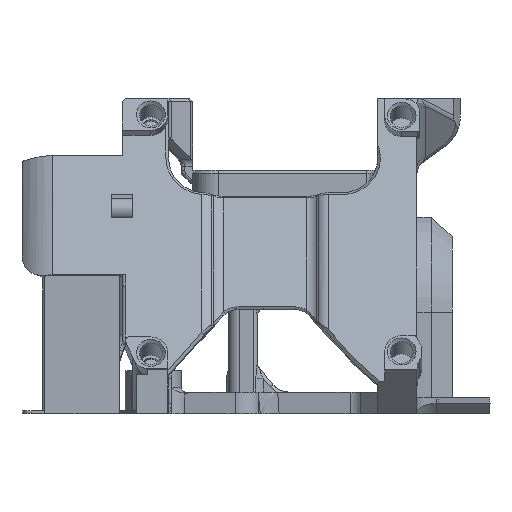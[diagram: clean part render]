
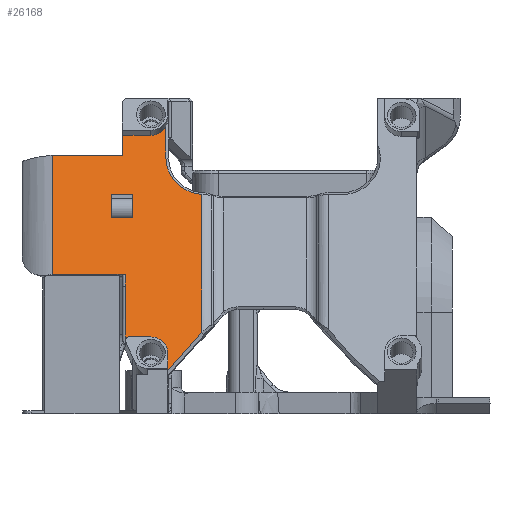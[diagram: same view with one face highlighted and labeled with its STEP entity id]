
A CAD part, left-side view. The second image highlights one B-rep face of the part: STEP entity #26168.
In plain terms, the highlighted planar face has unit normal (-0.94, 0, 0.342).
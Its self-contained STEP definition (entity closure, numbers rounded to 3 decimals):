
#1344=LINE('',#48931,#3049);
#1345=LINE('',#48934,#3050);
#1346=LINE('',#48936,#3051);
#1347=LINE('',#48938,#3052);
#1348=LINE('',#48939,#3053);
#1349=LINE('',#48944,#3054);
#1350=LINE('',#48948,#3055);
#1351=LINE('',#48950,#3056);
#1352=LINE('',#48952,#3057);
#1353=LINE('',#48956,#3058);
#1354=LINE('',#48960,#3059);
#1355=LINE('',#48967,#3060);
#1356=LINE('',#48969,#3061);
#1357=LINE('',#48971,#3062);
#1358=LINE('',#48973,#3063);
#3049=VECTOR('',#32027,1000.);
#3050=VECTOR('',#32028,1000.);
#3051=VECTOR('',#32029,1000.);
#3052=VECTOR('',#32030,1000.);
#3053=VECTOR('',#32031,1000.);
#3054=VECTOR('',#32034,1000.);
#3055=VECTOR('',#32037,1000.);
#3056=VECTOR('',#32038,1000.);
#3057=VECTOR('',#32039,1000.);
#3058=VECTOR('',#32042,1000.);
#3059=VECTOR('',#32045,1000.);
#3060=VECTOR('',#32046,1000.);
#3061=VECTOR('',#32047,1000.);
#3062=VECTOR('',#32048,1000.);
#3063=VECTOR('',#32049,1000.);
#4330=PLANE('',#28068);
#5141=CIRCLE('',#28069,0.5);
#5142=CIRCLE('',#28070,2.35);
#5143=CIRCLE('',#28071,5.4);
#5144=CIRCLE('',#28072,2.35);
#9049=ORIENTED_EDGE('',*,*,#15705,.F.);
#9050=ORIENTED_EDGE('',*,*,#15706,.T.);
#9051=ORIENTED_EDGE('',*,*,#15707,.T.);
#9052=ORIENTED_EDGE('',*,*,#15708,.T.);
#9053=ORIENTED_EDGE('',*,*,#15709,.T.);
#9054=ORIENTED_EDGE('',*,*,#15710,.F.);
#9055=ORIENTED_EDGE('',*,*,#15711,.T.);
#9056=ORIENTED_EDGE('',*,*,#15712,.F.);
#9057=ORIENTED_EDGE('',*,*,#15713,.F.);
#9058=ORIENTED_EDGE('',*,*,#15714,.T.);
#9059=ORIENTED_EDGE('',*,*,#15715,.T.);
#9060=ORIENTED_EDGE('',*,*,#15716,.T.);
#9061=ORIENTED_EDGE('',*,*,#15717,.T.);
#9062=ORIENTED_EDGE('',*,*,#15718,.F.);
#9063=ORIENTED_EDGE('',*,*,#15719,.F.);
#9064=ORIENTED_EDGE('',*,*,#15720,.F.);
#9065=ORIENTED_EDGE('',*,*,#15721,.F.);
#9066=ORIENTED_EDGE('',*,*,#15722,.F.);
#9067=ORIENTED_EDGE('',*,*,#15723,.F.);
#9068=ORIENTED_EDGE('',*,*,#15724,.F.);
#9069=ORIENTED_EDGE('',*,*,#15725,.T.);
#15705=EDGE_CURVE('',#19167,#19168,#1344,.T.);
#15706=EDGE_CURVE('',#19167,#19169,#1345,.T.);
#15707=EDGE_CURVE('',#19169,#19170,#1346,.T.);
#15708=EDGE_CURVE('',#19170,#19168,#1347,.T.);
#15709=EDGE_CURVE('',#19171,#19172,#1348,.F.);
#15710=EDGE_CURVE('',#19173,#19172,#5141,.F.);
#15711=EDGE_CURVE('',#19173,#19174,#1349,.T.);
#15712=EDGE_CURVE('',#19175,#19174,#5142,.T.);
#15713=EDGE_CURVE('',#19176,#19175,#1350,.T.);
#15714=EDGE_CURVE('',#19176,#19177,#1351,.T.);
#15715=EDGE_CURVE('',#19177,#19178,#1352,.T.);
#15716=EDGE_CURVE('',#19178,#19179,#5143,.T.);
#15717=EDGE_CURVE('',#19179,#19180,#1353,.T.);
#15718=EDGE_CURVE('',#19181,#19180,#5144,.T.);
#15719=EDGE_CURVE('',#19182,#19181,#1354,.T.);
#15720=EDGE_CURVE('',#19183,#19182,#21277,.F.);
#15721=EDGE_CURVE('',#19184,#19183,#1355,.T.);
#15722=EDGE_CURVE('',#19185,#19184,#1356,.T.);
#15723=EDGE_CURVE('',#19186,#19185,#1357,.T.);
#15724=EDGE_CURVE('',#19187,#19186,#1358,.T.);
#15725=EDGE_CURVE('',#19187,#19171,#21278,.T.);
#19167=VERTEX_POINT('',#48932);
#19168=VERTEX_POINT('',#48933);
#19169=VERTEX_POINT('',#48935);
#19170=VERTEX_POINT('',#48937);
#19171=VERTEX_POINT('',#48940);
#19172=VERTEX_POINT('',#48941);
#19173=VERTEX_POINT('',#48943);
#19174=VERTEX_POINT('',#48945);
#19175=VERTEX_POINT('',#48947);
#19176=VERTEX_POINT('',#48949);
#19177=VERTEX_POINT('',#48951);
#19178=VERTEX_POINT('',#48953);
#19179=VERTEX_POINT('',#48955);
#19180=VERTEX_POINT('',#48957);
#19181=VERTEX_POINT('',#48959);
#19182=VERTEX_POINT('',#48961);
#19183=VERTEX_POINT('',#48966);
#19184=VERTEX_POINT('',#48968);
#19185=VERTEX_POINT('',#48970);
#19186=VERTEX_POINT('',#48972);
#19187=VERTEX_POINT('',#48974);
#21277=B_SPLINE_CURVE_WITH_KNOTS('',3,(#48962,#48963,#48964,#48965),
 .UNSPECIFIED.,.F.,.F.,(4,4),(0.,0.06),.UNSPECIFIED.);
#21278=B_SPLINE_CURVE_WITH_KNOTS('',3,(#48975,#48976,#48977,#48978),
 .UNSPECIFIED.,.F.,.F.,(4,4),(0.02,0.022),
 .UNSPECIFIED.);
#22259=EDGE_LOOP('',(#9049,#9050,#9051,#9052));
#22260=EDGE_LOOP('',(#9053,#9054,#9055,#9056,#9057,#9058,#9059,#9060,#9061,
#9062,#9063,#9064,#9065,#9066,#9067,#9068,#9069));
#23967=FACE_BOUND('',#22259,.T.);
#23968=FACE_BOUND('',#22260,.T.);
#26168=ADVANCED_FACE('',(#23967,#23968),#4330,.T.);
#28068=AXIS2_PLACEMENT_3D('',#48930,#32025,#32026);
#28069=AXIS2_PLACEMENT_3D('',#48942,#32032,#32033);
#28070=AXIS2_PLACEMENT_3D('',#48946,#32035,#32036);
#28071=AXIS2_PLACEMENT_3D('',#48954,#32040,#32041);
#28072=AXIS2_PLACEMENT_3D('',#48958,#32043,#32044);
#32025=DIRECTION('',(-0.94,0.,0.342));
#32026=DIRECTION('',(-0.342,0.,-0.94));
#32027=DIRECTION('',(0.342,0.,0.94));
#32028=DIRECTION('',(0.,1.,0.));
#32029=DIRECTION('',(0.342,0.,0.94));
#32030=DIRECTION('',(0.,-1.,0.));
#32031=DIRECTION('',(0.342,0.,0.94));
#32032=DIRECTION('',(0.94,0.,-0.342));
#32033=DIRECTION('',(0.342,0.,0.94));
#32034=DIRECTION('',(0.,-1.,0.));
#32035=DIRECTION('',(-0.94,0.,0.342));
#32036=DIRECTION('',(-0.342,0.,-0.94));
#32037=DIRECTION('',(0.342,0.,0.94));
#32038=DIRECTION('',(0.262,-0.643,0.72));
#32039=DIRECTION('',(0.342,0.,0.94));
#32040=DIRECTION('',(0.94,0.,-0.342));
#32041=DIRECTION('',(0.342,0.,0.94));
#32042=DIRECTION('',(0.342,0.,0.94));
#32043=DIRECTION('',(-0.94,0.,0.342));
#32044=DIRECTION('',(-0.342,0.,-0.94));
#32045=DIRECTION('',(0.,-1.,0.));
#32046=DIRECTION('',(0.342,0.,0.94));
#32047=DIRECTION('',(0.,-1.,0.));
#32048=DIRECTION('',(0.342,0.,0.94));
#32049=DIRECTION('',(0.,1.,0.));
#48930=CARTESIAN_POINT('',(-143.233,143.625,7.513));
#48931=CARTESIAN_POINT('',(-143.233,146.125,7.513));
#48932=CARTESIAN_POINT('',(-136.025,146.125,27.318));
#48933=CARTESIAN_POINT('',(-134.842,146.125,30.57));
#48934=CARTESIAN_POINT('',(-136.025,149.125,27.318));
#48935=CARTESIAN_POINT('',(-136.025,149.125,27.318));
#48936=CARTESIAN_POINT('',(-143.233,149.125,7.513));
#48937=CARTESIAN_POINT('',(-134.842,149.125,30.57));
#48938=CARTESIAN_POINT('',(-134.842,146.125,30.57));
#48939=CARTESIAN_POINT('',(-143.233,147.174,7.513));
#48940=CARTESIAN_POINT('',(-139.495,147.174,17.785));
#48941=CARTESIAN_POINT('',(-142.438,147.174,9.699));
#48942=CARTESIAN_POINT('',(-142.498,146.706,9.534));
#48943=CARTESIAN_POINT('',(-142.327,146.706,10.004));
#48944=CARTESIAN_POINT('',(-142.327,143.625,10.004));
#48945=CARTESIAN_POINT('',(-142.327,143.625,10.004));
#48946=CARTESIAN_POINT('',(-143.131,143.625,7.795));
#48947=CARTESIAN_POINT('',(-143.131,141.275,7.795));
#48948=CARTESIAN_POINT('',(-130.237,141.275,43.222));
#48949=CARTESIAN_POINT('',(-143.766,141.275,6.051));
#48950=CARTESIAN_POINT('',(-143.849,141.48,5.822));
#48951=CARTESIAN_POINT('',(-141.835,136.539,11.354));
#48952=CARTESIAN_POINT('',(-143.233,136.539,7.513));
#48953=CARTESIAN_POINT('',(-134.831,136.539,30.6));
#48954=CARTESIAN_POINT('',(-132.989,136.125,35.659));
#48955=CARTESIAN_POINT('',(-132.989,141.525,35.659));
#48956=CARTESIAN_POINT('',(-143.233,141.525,7.513));
#48957=CARTESIAN_POINT('',(-131.384,141.525,40.069));
#48958=CARTESIAN_POINT('',(-131.023,143.625,41.06));
#48959=CARTESIAN_POINT('',(-131.827,143.625,38.852));
#48960=CARTESIAN_POINT('',(-131.827,143.625,38.852));
#48961=CARTESIAN_POINT('',(-131.827,146.125,38.852));
#48962=CARTESIAN_POINT('',(-131.827,146.125,38.852));
#48963=CARTESIAN_POINT('',(-131.827,146.625,38.852));
#48964=CARTESIAN_POINT('',(-131.827,147.125,38.852));
#48965=CARTESIAN_POINT('',(-131.827,147.625,38.852));
#48966=CARTESIAN_POINT('',(-131.827,147.625,38.852));
#48967=CARTESIAN_POINT('',(-143.233,147.625,7.513));
#48968=CARTESIAN_POINT('',(-132.846,147.625,36.052));
#48969=CARTESIAN_POINT('',(-132.846,147.125,36.052));
#48970=CARTESIAN_POINT('',(-132.846,157.406,36.052));
#48971=CARTESIAN_POINT('',(-138.898,157.406,19.425));
#48972=CARTESIAN_POINT('',(-138.898,157.406,19.425));
#48973=CARTESIAN_POINT('',(-138.898,147.125,19.425));
#48974=CARTESIAN_POINT('',(-138.898,147.223,19.425));
#48975=CARTESIAN_POINT('',(-138.898,147.223,19.425));
#48976=CARTESIAN_POINT('',(-139.097,147.213,18.878));
#48977=CARTESIAN_POINT('',(-139.295,147.174,18.333));
#48978=CARTESIAN_POINT('',(-139.495,147.174,17.785));
